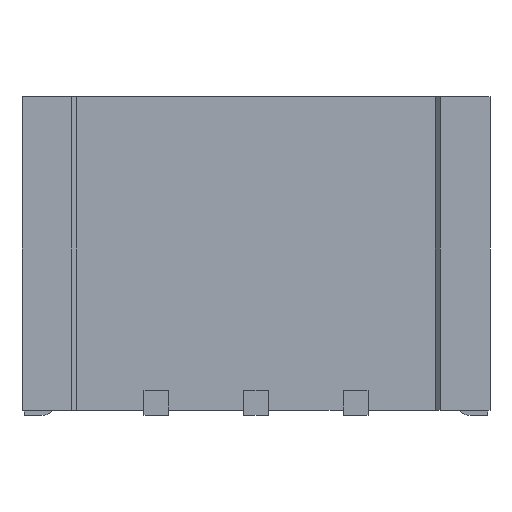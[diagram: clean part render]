
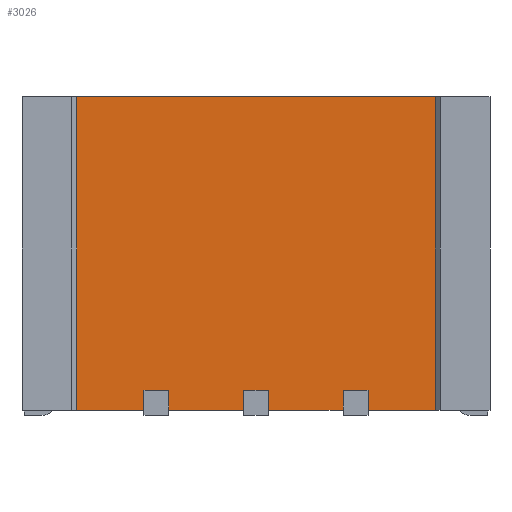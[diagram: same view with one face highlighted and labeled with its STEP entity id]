
A CAD part, front view. The second image highlights one B-rep face of the part: STEP entity #3026.
In plain terms, the highlighted planar face has unit normal (0, -1, 0).
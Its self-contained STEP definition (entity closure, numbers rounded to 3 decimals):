
#688=DIRECTION('',(1.,0.,0.));
#689=VECTOR('',#688,1.35);
#690=CARTESIAN_POINT('',(2.25,-2.7,-6.3));
#691=LINE('',#690,#689);
#740=DIRECTION('',(1.,0.,0.));
#741=VECTOR('',#740,1.35);
#742=CARTESIAN_POINT('',(-3.6,-2.7,-6.3));
#743=LINE('',#742,#741);
#756=DIRECTION('',(1.,0.,0.));
#757=VECTOR('',#756,1.5);
#758=CARTESIAN_POINT('',(-1.75,-2.7,-6.3));
#759=LINE('',#758,#757);
#772=DIRECTION('',(1.,0.,0.));
#773=VECTOR('',#772,1.5);
#774=CARTESIAN_POINT('',(0.25,-2.7,-6.3));
#775=LINE('',#774,#773);
#805=DIRECTION('',(0.,0.,1.));
#806=VECTOR('',#805,0.4);
#807=CARTESIAN_POINT('',(1.75,-2.7,-6.3));
#808=LINE('',#807,#806);
#809=DIRECTION('',(0.,0.,1.));
#810=VECTOR('',#809,0.4);
#811=CARTESIAN_POINT('',(0.25,-2.7,-6.3));
#812=LINE('',#811,#810);
#813=DIRECTION('',(1.,0.,0.));
#814=VECTOR('',#813,0.5);
#815=CARTESIAN_POINT('',(-0.25,-2.7,-5.9));
#816=LINE('',#815,#814);
#817=DIRECTION('',(0.,0.,1.));
#818=VECTOR('',#817,0.4);
#819=CARTESIAN_POINT('',(-0.25,-2.7,-6.3));
#820=LINE('',#819,#818);
#821=DIRECTION('',(0.,0.,1.));
#822=VECTOR('',#821,0.4);
#823=CARTESIAN_POINT('',(-1.75,-2.7,-6.3));
#824=LINE('',#823,#822);
#825=DIRECTION('',(1.,0.,0.));
#826=VECTOR('',#825,0.5);
#827=CARTESIAN_POINT('',(-2.25,-2.7,-5.9));
#828=LINE('',#827,#826);
#829=DIRECTION('',(0.,0.,1.));
#830=VECTOR('',#829,0.4);
#831=CARTESIAN_POINT('',(-2.25,-2.7,-6.3));
#832=LINE('',#831,#830);
#833=DIRECTION('',(0.,0.,-1.));
#834=VECTOR('',#833,6.3);
#835=CARTESIAN_POINT('',(-3.6,-2.7,0.));
#836=LINE('',#835,#834);
#837=DIRECTION('',(1.,0.,0.));
#838=VECTOR('',#837,7.2);
#839=CARTESIAN_POINT('',(-3.6,-2.7,0.));
#840=LINE('',#839,#838);
#841=DIRECTION('',(0.,0.,-1.));
#842=VECTOR('',#841,6.3);
#843=CARTESIAN_POINT('',(3.6,-2.7,0.));
#844=LINE('',#843,#842);
#845=DIRECTION('',(0.,0.,1.));
#846=VECTOR('',#845,0.4);
#847=CARTESIAN_POINT('',(2.25,-2.7,-6.3));
#848=LINE('',#847,#846);
#849=DIRECTION('',(1.,0.,0.));
#850=VECTOR('',#849,0.5);
#851=CARTESIAN_POINT('',(1.75,-2.7,-5.9));
#852=LINE('',#851,#850);
#1936=CARTESIAN_POINT('',(-2.25,-2.7,-5.9));
#1937=VERTEX_POINT('',#1936);
#1938=CARTESIAN_POINT('',(-1.75,-2.7,-5.9));
#1939=VERTEX_POINT('',#1938);
#2108=CARTESIAN_POINT('',(-2.25,-2.7,-6.3));
#2109=VERTEX_POINT('',#2108);
#2110=CARTESIAN_POINT('',(-1.75,-2.7,-6.3));
#2111=VERTEX_POINT('',#2110);
#2132=CARTESIAN_POINT('',(-0.25,-2.7,-6.3));
#2133=CARTESIAN_POINT('',(-0.25,-2.7,-5.9));
#2134=VERTEX_POINT('',#2132);
#2135=VERTEX_POINT('',#2133);
#2136=CARTESIAN_POINT('',(0.25,-2.7,-6.3));
#2137=CARTESIAN_POINT('',(0.25,-2.7,-5.9));
#2138=VERTEX_POINT('',#2136);
#2139=VERTEX_POINT('',#2137);
#2172=CARTESIAN_POINT('',(1.75,-2.7,-6.3));
#2173=CARTESIAN_POINT('',(1.75,-2.7,-5.9));
#2174=VERTEX_POINT('',#2172);
#2175=VERTEX_POINT('',#2173);
#2176=CARTESIAN_POINT('',(2.25,-2.7,-6.3));
#2177=CARTESIAN_POINT('',(2.25,-2.7,-5.9));
#2178=VERTEX_POINT('',#2176);
#2179=VERTEX_POINT('',#2177);
#2296=CARTESIAN_POINT('',(-3.6,-2.7,0.));
#2297=CARTESIAN_POINT('',(-3.6,-2.7,-6.3));
#2298=VERTEX_POINT('',#2296);
#2299=VERTEX_POINT('',#2297);
#2300=CARTESIAN_POINT('',(3.6,-2.7,0.));
#2301=CARTESIAN_POINT('',(3.6,-2.7,-6.3));
#2302=VERTEX_POINT('',#2300);
#2303=VERTEX_POINT('',#2301);
#2992=CARTESIAN_POINT('',(-4.7,-2.7,0.));
#2993=DIRECTION('',(0.,-1.,0.));
#2994=DIRECTION('',(0.,0.,-1.));
#2995=AXIS2_PLACEMENT_3D('',#2992,#2993,#2994);
#2996=PLANE('',#2995);
#2997=ORIENTED_EDGE('',*,*,#2962,.F.);
#2998=ORIENTED_EDGE('',*,*,#2952,.F.);
#3000=ORIENTED_EDGE('',*,*,#2999,.T.);
#3002=ORIENTED_EDGE('',*,*,#3001,.F.);
#3004=ORIENTED_EDGE('',*,*,#3003,.F.);
#3005=ORIENTED_EDGE('',*,*,#2944,.F.);
#3007=ORIENTED_EDGE('',*,*,#3006,.T.);
#3009=ORIENTED_EDGE('',*,*,#3008,.F.);
#3011=ORIENTED_EDGE('',*,*,#3010,.F.);
#3012=ORIENTED_EDGE('',*,*,#2936,.F.);
#3014=ORIENTED_EDGE('',*,*,#3013,.F.);
#3016=ORIENTED_EDGE('',*,*,#3015,.T.);
#3018=ORIENTED_EDGE('',*,*,#3017,.T.);
#3019=ORIENTED_EDGE('',*,*,#2911,.F.);
#3021=ORIENTED_EDGE('',*,*,#3020,.T.);
#3023=ORIENTED_EDGE('',*,*,#3022,.F.);
#3024=EDGE_LOOP('',(#2997,#2998,#3000,#3002,#3004,#3005,#3007,#3009,#3011,#3012,
#3014,#3016,#3018,#3019,#3021,#3023));
#3025=FACE_OUTER_BOUND('',#3024,.F.);
#2911=EDGE_CURVE('',#2178,#2303,#691,.T.);
#2936=EDGE_CURVE('',#2299,#2109,#743,.T.);
#2944=EDGE_CURVE('',#2111,#2134,#759,.T.);
#2952=EDGE_CURVE('',#2138,#2174,#775,.T.);
#2962=EDGE_CURVE('',#2174,#2175,#808,.T.);
#2999=EDGE_CURVE('',#2138,#2139,#812,.T.);
#3001=EDGE_CURVE('',#2135,#2139,#816,.T.);
#3003=EDGE_CURVE('',#2134,#2135,#820,.T.);
#3006=EDGE_CURVE('',#2111,#1939,#824,.T.);
#3008=EDGE_CURVE('',#1937,#1939,#828,.T.);
#3010=EDGE_CURVE('',#2109,#1937,#832,.T.);
#3013=EDGE_CURVE('',#2298,#2299,#836,.T.);
#3015=EDGE_CURVE('',#2298,#2302,#840,.T.);
#3017=EDGE_CURVE('',#2302,#2303,#844,.T.);
#3020=EDGE_CURVE('',#2178,#2179,#848,.T.);
#3022=EDGE_CURVE('',#2175,#2179,#852,.T.);
#3026=ADVANCED_FACE('',(#3025),#2996,.T.);
